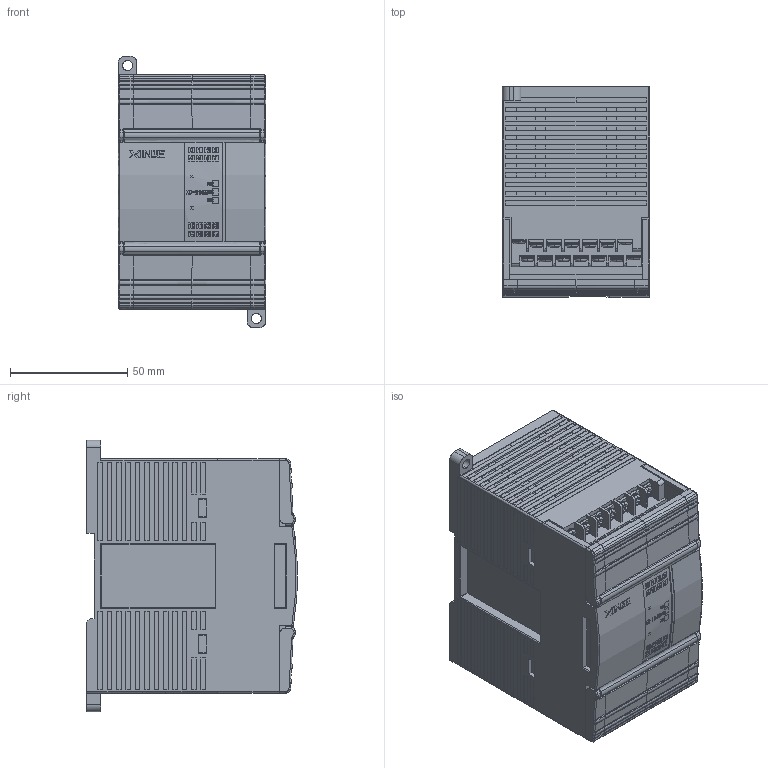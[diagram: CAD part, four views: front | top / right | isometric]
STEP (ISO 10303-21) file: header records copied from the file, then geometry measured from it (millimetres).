
FILE_DESCRIPTION(/* description */ (''),/* implementation_level */ '2;1');
FILE_NAME(/* name */ 'XD-E16PX',/* time_stamp */ '2022-12-03T14:20:10+08:00',/* author */ (''),/* organization */ (''),/* preprocessor_version */ 'ST-DEVELOPER v16.5',/* originating_system */ '',/* authorisation */ '');
FILE_SCHEMA (('CONFIG_CONTROL_DESIGN'));
Products named in the file (1): Document
Bounding box: 63.05 x 89.81 x 116 mm (x, y, z)
Volume: 483804 mm3; surface area: 91067.2 mm2
Topology: 1 solids, 53 shells, 3353 faces, 9403 edges, 6327 vertices
Faces by surface type: plane 2621, bspline 393, cylinder 339
Entity records: 117800 total; most frequent: CARTESIAN_POINT 55451, ORIENTED_EDGE 18350, EDGE_CURVE 9403, B_SPLINE_CURVE_WITH_KNOTS 8280, VERTEX_POINT 6327, EDGE_LOOP 3685, ADVANCED_FACE 3353, FACE_OUTER_BOUND 3353
